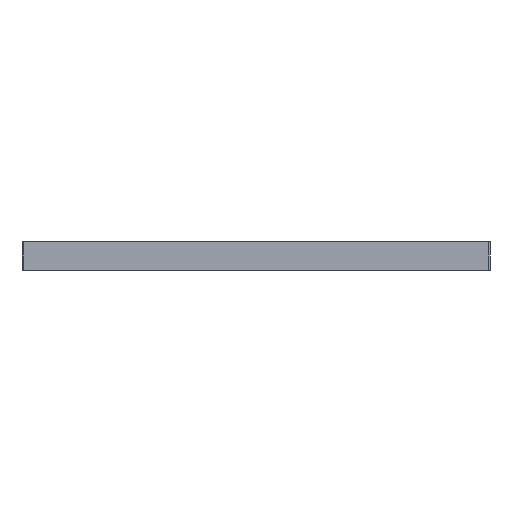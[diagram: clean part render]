
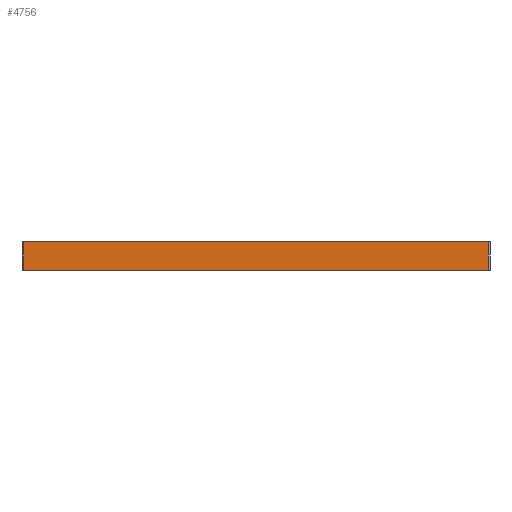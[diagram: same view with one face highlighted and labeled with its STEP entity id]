
A CAD part, front view. The second image highlights one B-rep face of the part: STEP entity #4756.
In plain terms, the highlighted planar face has unit normal (0, -1, 0).
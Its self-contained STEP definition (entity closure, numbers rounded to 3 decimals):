
#362=PLANE('',#5404);
#786=FACE_OUTER_BOUND('',#1207,.T.);
#1207=EDGE_LOOP('',(#4295,#4296,#4297,#4298));
#1362=LINE('',#6956,#1596);
#1579=LINE('',#8176,#1813);
#1580=LINE('',#8177,#1814);
#1581=LINE('',#8178,#1815);
#1596=VECTOR('',#5444,10.);
#1813=VECTOR('',#6893,10.);
#1814=VECTOR('',#6894,10.);
#1815=VECTOR('',#6895,10.);
#2216=VERTEX_POINT('',#6941);
#2223=VERTEX_POINT('',#6954);
#2609=VERTEX_POINT('',#8174);
#2610=VERTEX_POINT('',#8175);
#2629=EDGE_CURVE('',#2223,#2216,#1362,.T.);
#3223=EDGE_CURVE('',#2609,#2610,#1579,.T.);
#3224=EDGE_CURVE('',#2610,#2216,#1580,.T.);
#3225=EDGE_CURVE('',#2609,#2223,#1581,.T.);
#4295=ORIENTED_EDGE('',*,*,#3223,.T.);
#4296=ORIENTED_EDGE('',*,*,#3224,.T.);
#4297=ORIENTED_EDGE('',*,*,#2629,.F.);
#4298=ORIENTED_EDGE('',*,*,#3225,.F.);
#4756=ADVANCED_FACE('',(#786),#362,.T.);
#5404=AXIS2_PLACEMENT_3D('',#8173,#6891,#6892);
#5444=DIRECTION('',(1.,0.,0.));
#6891=DIRECTION('center_axis',(0.,-1.,0.));
#6892=DIRECTION('ref_axis',(1.,0.,0.));
#6893=DIRECTION('',(1.,0.,0.));
#6894=DIRECTION('',(0.,0.,1.));
#6895=DIRECTION('',(0.,0.,1.));
#6941=CARTESIAN_POINT('',(129.,-130.,16.));
#6954=CARTESIAN_POINT('',(-129.,-130.,16.));
#6956=CARTESIAN_POINT('',(-129.,-130.,16.));
#8173=CARTESIAN_POINT('Origin',(-129.,-130.,0.));
#8174=CARTESIAN_POINT('',(-129.,-130.,0.));
#8175=CARTESIAN_POINT('',(129.,-130.,0.));
#8176=CARTESIAN_POINT('',(-129.,-130.,0.));
#8177=CARTESIAN_POINT('',(129.,-130.,0.));
#8178=CARTESIAN_POINT('',(-129.,-130.,0.));
